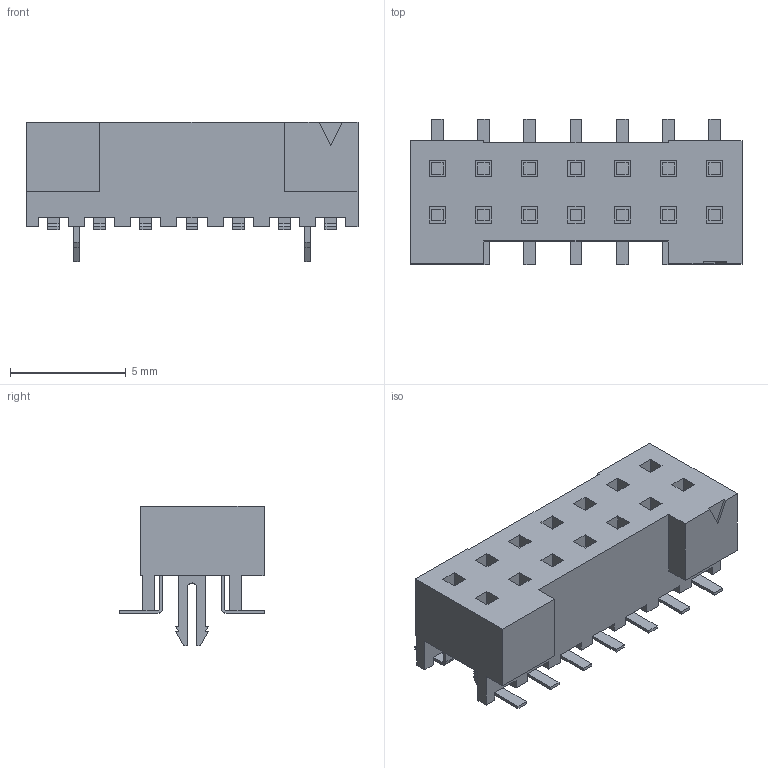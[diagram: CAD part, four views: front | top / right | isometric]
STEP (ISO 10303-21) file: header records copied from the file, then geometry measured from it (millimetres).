
FILE_DESCRIPTION(/* description */ (''),/* implementation_level */ '2;1');
FILE_NAME(/* name */ 'SAMTEC_S2M-107-02-S-D-LC-K-TR.stp',/* time_stamp */ '2017-06-26T11:53:26+02:00',/* author */ ('jwickham'),/* organization */ (''),/* preprocessor_version */ 'ST-DEVELOPER v16.5',/* originating_system */ 'AutoCAD Mechanical',/* authorisation */ ' ');
FILE_SCHEMA (('AUTOMOTIVE_DESIGN { 1 0 10303 214 3 1 1 }'));
Length unit declared in the file: millimetre
Products named in the file (1): Product
Bounding box: 14.35 x 6.3 x 6.04 mm (x, y, z)
Volume: 228.3 mm3; surface area: 773.5 mm2
Topology: 29 solids, 29 shells, 587 faces, 1505 edges, 994 vertices
Faces by surface type: plane 557, cylinder 30
Entity records: 17565 total; most frequent: CARTESIAN_POINT 3087, ORIENTED_EDGE 3010, DIRECTION 2741, EDGE_CURVE 1505, LINE 1445, VECTOR 1445, VERTEX_POINT 994, EDGE_LOOP 661
